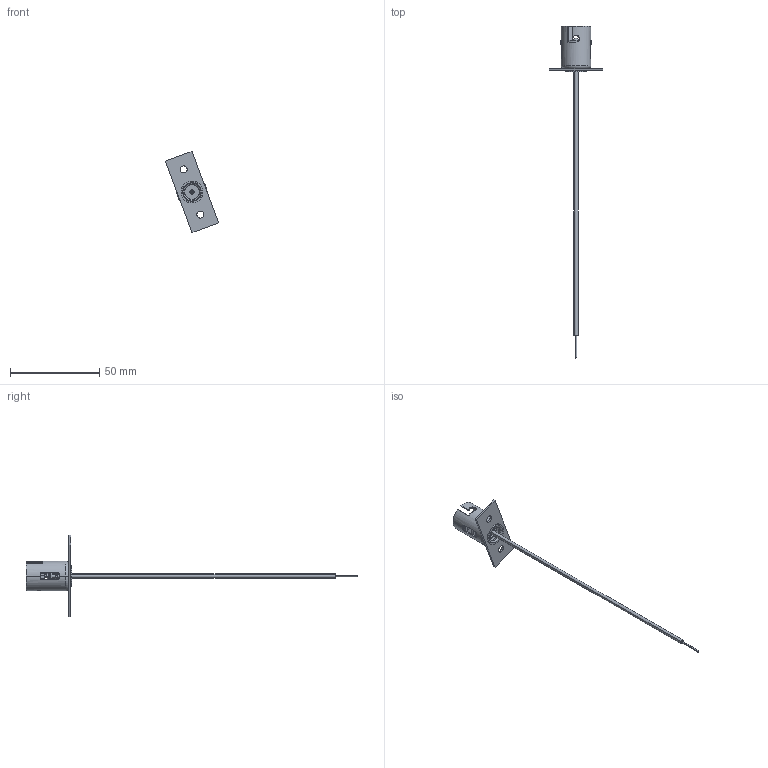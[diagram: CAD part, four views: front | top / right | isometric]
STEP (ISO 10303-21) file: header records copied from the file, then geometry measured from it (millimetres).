
FILE_DESCRIPTION (( 'STEP AP214' ), '1' );
FILE_NAME ('11-225_Series.STEP', '2018-10-09T21:02:38', ( 'user' ), ( 'Microsoft' ), 'SwSTEP 2.0', 'SolidWorks 2018', '' );
FILE_SCHEMA (( 'AUTOMOTIVE_DESIGN' ));
Length unit declared in the file: foot
Products named in the file (7): 97033815xx; 83001115XX_Crimp; 7601950008 - Wire 18-11C Black_6.5"; 84005210xx; 5800070813; 80000116xx; 11-225_Series
Assembly tree (6 placements, depth 2):
  11-225_Series
    80000116xx
    5800070813
    84005210xx
    7601950008 - Wire 18-11C Black_6.5"
    83001115XX_Crimp
    97033815xx
Bounding box: 29.75 x 186.36 x 45.71 mm (x, y, z)
Volume: 2628.3 mm3; surface area: 6259.3 mm2
Topology: 6 solids, 6 shells, 230 faces, 609 edges, 400 vertices
Faces by surface type: plane 126, bspline 54, cylinder 32, torus 16, cone 2
Entity records: 11856 total; most frequent: CARTESIAN_POINT 6039, ORIENTED_EDGE 1210, DIRECTION 975, EDGE_CURVE 605, VERTEX_POINT 400, VECTOR 341, LINE 341, AXIS2_PLACEMENT_3D 317
